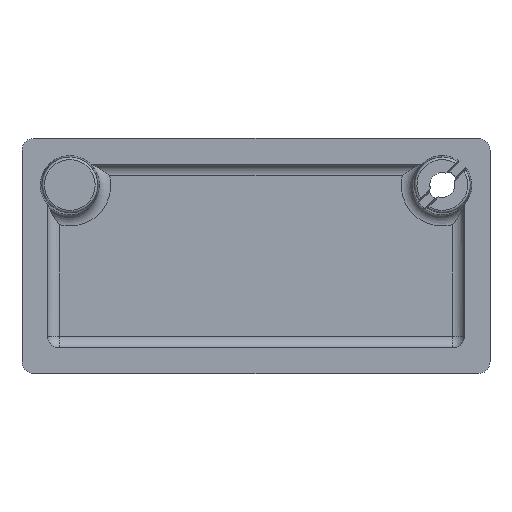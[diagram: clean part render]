
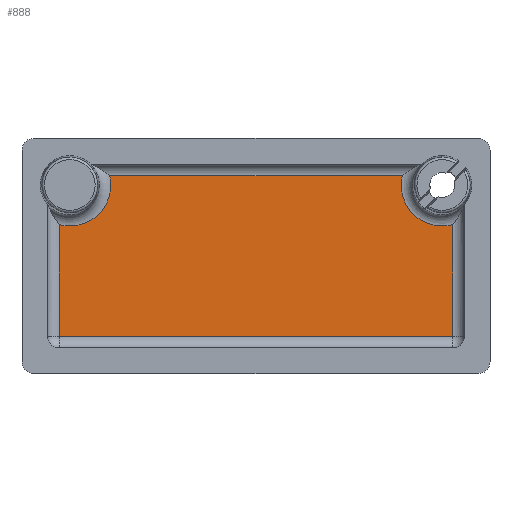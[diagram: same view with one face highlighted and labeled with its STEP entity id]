
A CAD part, front view. The second image highlights one B-rep face of the part: STEP entity #888.
In plain terms, the highlighted planar face has unit normal (0, -1, 0).
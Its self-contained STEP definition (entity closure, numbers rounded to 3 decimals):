
#39=LINE('',#1780,#97);
#40=LINE('',#1782,#98);
#41=LINE('',#1783,#99);
#42=LINE('',#1784,#100);
#97=VECTOR('',#1157,9.584);
#98=VECTOR('',#1158,33.8);
#99=VECTOR('',#1159,9.584);
#100=VECTOR('',#1160,25.118);
#196=PLANE('',#980);
#240=FACE_OUTER_BOUND('',#303,.T.);
#303=EDGE_LOOP('',(#693,#694,#695,#696,#697,#698));
#358=CIRCLE('',#955,3.533);
#359=CIRCLE('',#957,3.533);
#413=VERTEX_POINT('',#1438);
#414=VERTEX_POINT('',#1470);
#415=VERTEX_POINT('',#1510);
#416=VERTEX_POINT('',#1548);
#446=VERTEX_POINT('',#1779);
#447=VERTEX_POINT('',#1781);
#497=EDGE_CURVE('',#414,#413,#358,.T.);
#500=EDGE_CURVE('',#416,#415,#359,.T.);
#542=EDGE_CURVE('',#415,#446,#39,.T.);
#543=EDGE_CURVE('',#446,#447,#40,.T.);
#544=EDGE_CURVE('',#447,#414,#41,.T.);
#545=EDGE_CURVE('',#413,#416,#42,.T.);
#693=ORIENTED_EDGE('',*,*,#542,.T.);
#694=ORIENTED_EDGE('',*,*,#543,.T.);
#695=ORIENTED_EDGE('',*,*,#544,.T.);
#696=ORIENTED_EDGE('',*,*,#497,.T.);
#697=ORIENTED_EDGE('',*,*,#545,.T.);
#698=ORIENTED_EDGE('',*,*,#500,.T.);
#888=ADVANCED_FACE('',(#240),#196,.T.);
#955=AXIS2_PLACEMENT_3D('',#1471,#1090,#1091);
#957=AXIS2_PLACEMENT_3D('',#1549,#1094,#1095);
#980=AXIS2_PLACEMENT_3D('',#1778,#1155,#1156);
#1090=DIRECTION('center_axis',(0.,1.,0.));
#1091=DIRECTION('ref_axis',(0.,0.,-1.));
#1094=DIRECTION('center_axis',(0.,1.,0.));
#1095=DIRECTION('ref_axis',(0.,0.,-1.));
#1155=DIRECTION('center_axis',(0.,-1.,0.));
#1156=DIRECTION('ref_axis',(0.,0.,-1.));
#1157=DIRECTION('',(0.,0.,-1.));
#1158=DIRECTION('',(1.,0.,0.));
#1159=DIRECTION('',(0.,0.,1.));
#1160=DIRECTION('',(-1.,0.,0.));
#1438=CARTESIAN_POINT('',(12.559,1.5,-3.2));
#1470=CARTESIAN_POINT('',(16.9,1.5,-7.416));
#1471=CARTESIAN_POINT('Origin',(16.,1.5,-4.));
#1510=CARTESIAN_POINT('',(-16.9,1.5,-7.416));
#1548=CARTESIAN_POINT('',(-12.559,1.5,-3.2));
#1549=CARTESIAN_POINT('Origin',(-16.,1.5,-4.));
#1778=CARTESIAN_POINT('Origin',(-20.1,1.5,-20.2));
#1779=CARTESIAN_POINT('',(-16.9,1.5,-17.));
#1780=CARTESIAN_POINT('',(-16.9,1.5,-7.416));
#1781=CARTESIAN_POINT('',(16.9,1.5,-17.));
#1782=CARTESIAN_POINT('',(-16.9,1.5,-17.));
#1783=CARTESIAN_POINT('',(16.9,1.5,-17.));
#1784=CARTESIAN_POINT('',(12.559,1.5,-3.2));
